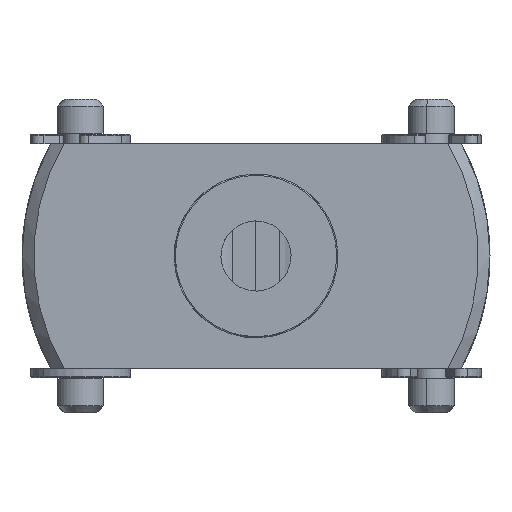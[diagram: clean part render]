
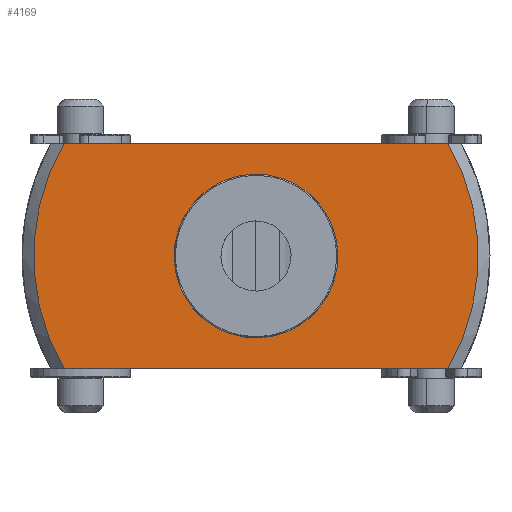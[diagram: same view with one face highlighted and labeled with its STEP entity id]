
A CAD part, front view. The second image highlights one B-rep face of the part: STEP entity #4169.
In plain terms, the highlighted face is planar.
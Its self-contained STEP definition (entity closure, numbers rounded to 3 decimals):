
#2369=CARTESIAN_POINT('Vertex',(-3.072,1.678,30.)) ;
#2372=CARTESIAN_POINT('Axis2P3D Location',(0.,0.,30.)) ;
#2376=CARTESIAN_POINT('Vertex',(3.072,-1.678,30.)) ;
#3145=CARTESIAN_POINT('Axis2P3D Location',(0.,0.,30.)) ;
#4069=CARTESIAN_POINT('Axis2P3D Location',(0.,0.,30.)) ;
#4073=CARTESIAN_POINT('Vertex',(4.8,8.198,30.)) ;
#4075=CARTESIAN_POINT('Vertex',(-4.8,8.198,30.)) ;
#4135=CARTESIAN_POINT('Axis2P3D Location',(0.,0.,30.)) ;
#4140=CARTESIAN_POINT('Line Origine',(4.8,0.,30.)) ;
#4144=CARTESIAN_POINT('Vertex',(4.8,-8.198,30.)) ;
#4147=CARTESIAN_POINT('Line Origine',(-4.8,0.,30.)) ;
#4151=CARTESIAN_POINT('Vertex',(-4.8,-8.198,30.)) ;
#4154=CARTESIAN_POINT('Axis2P3D Location',(0.,0.,30.)) ;
#2373=DIRECTION('Axis2P3D Direction',(0.,-0.,-1.)) ;
#3146=DIRECTION('Axis2P3D Direction',(0.,-0.,-1.)) ;
#4070=DIRECTION('Axis2P3D Direction',(0.,0.,1.)) ;
#4136=DIRECTION('Axis2P3D Direction',(0.,0.,1.)) ;
#4137=DIRECTION('Axis2P3D XDirection',(1.,0.,0.)) ;
#4141=DIRECTION('Vector Direction',(0.,-1.,0.)) ;
#4148=DIRECTION('Vector Direction',(0.,-1.,0.)) ;
#4155=DIRECTION('Axis2P3D Direction',(0.,0.,1.)) ;
#2374=AXIS2_PLACEMENT_3D('Circle Axis2P3D',#2372,#2373,$) ;
#3147=AXIS2_PLACEMENT_3D('Circle Axis2P3D',#3145,#3146,$) ;
#4071=AXIS2_PLACEMENT_3D('Circle Axis2P3D',#4069,#4070,$) ;
#4138=AXIS2_PLACEMENT_3D('Plane Axis2P3D',#4135,#4136,#4137) ;
#4156=AXIS2_PLACEMENT_3D('Circle Axis2P3D',#4154,#4155,$) ;
#4160=ORIENTED_EDGE('',*,*,#4146,.F.) ;
#4161=ORIENTED_EDGE('',*,*,#4077,.T.) ;
#4162=ORIENTED_EDGE('',*,*,#4153,.T.) ;
#4163=ORIENTED_EDGE('',*,*,#4158,.T.) ;
#4166=ORIENTED_EDGE('',*,*,#2378,.F.) ;
#4167=ORIENTED_EDGE('',*,*,#3149,.F.) ;
#4168=FACE_BOUND('',#4165,.T.) ;
#4142=VECTOR('Line Direction',#4141,1.) ;
#4149=VECTOR('Line Direction',#4148,1.) ;
#4169=ADVANCED_FACE('Hauptk\X2\00F6\X0\rper',(#4164,#4168),#4139,.T.) ;
#2375=CIRCLE('generated circle',#2374,3.5) ;
#3148=CIRCLE('generated circle',#3147,3.5) ;
#4072=CIRCLE('generated circle',#4071,9.5) ;
#4157=CIRCLE('generated circle',#4156,9.5) ;
#2378=EDGE_CURVE('',#2370,#2377,#2375,.F.) ;
#3149=EDGE_CURVE('',#2377,#2370,#3148,.F.) ;
#4077=EDGE_CURVE('',#4074,#4076,#4072,.T.) ;
#4146=EDGE_CURVE('',#4074,#4145,#4143,.T.) ;
#4153=EDGE_CURVE('',#4076,#4152,#4150,.T.) ;
#4158=EDGE_CURVE('',#4152,#4145,#4157,.T.) ;
#4159=EDGE_LOOP('',(#4160,#4161,#4162,#4163)) ;
#4165=EDGE_LOOP('',(#4166,#4167)) ;
#4164=FACE_OUTER_BOUND('',#4159,.T.) ;
#4143=LINE('Line',#4140,#4142) ;
#4150=LINE('Line',#4147,#4149) ;
#4139=PLANE('',#4138) ;
#2370=VERTEX_POINT('',#2369) ;
#2377=VERTEX_POINT('',#2376) ;
#4074=VERTEX_POINT('',#4073) ;
#4076=VERTEX_POINT('',#4075) ;
#4145=VERTEX_POINT('',#4144) ;
#4152=VERTEX_POINT('',#4151) ;
